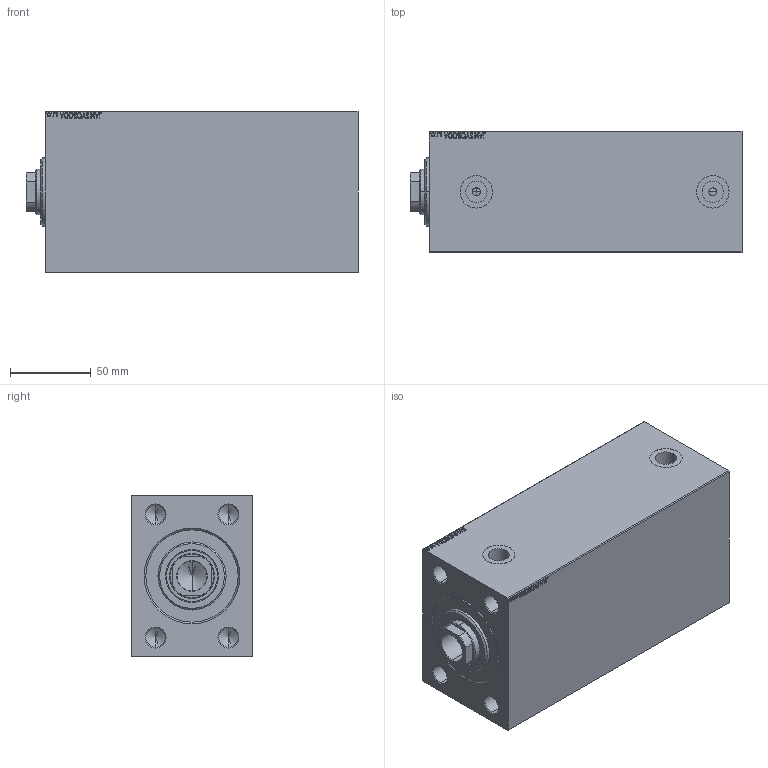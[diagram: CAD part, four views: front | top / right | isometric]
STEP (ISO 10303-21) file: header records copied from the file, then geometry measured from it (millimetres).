
FILE_DESCRIPTION (( 'STEP AP203' ), '1' );
FILE_NAME ('49a9.STEP', '2022-04-17T07:57:49', ( '' ), ( '' ), 'SwSTEP 2.0', 'SolidWorks 2019', '' );
FILE_SCHEMA (( 'CONFIG_CONTROL_DESIGN' ));
Length unit declared in the file: millimetre
Products named in the file (4): V450CM_VC_B 00e9c29ba8963fddf51f66a900cf7c60; V450CM_B_VCP 00e9c29ba8963fddf51f66a900cf7c60; V450CM_B_Body 00e9c29ba8963fddf51f66a900cf7c60; 49a9
Assembly tree (3 placements, depth 2):
  49a9
    V450CM_B_Body 00e9c29ba8963fddf51f66a900cf7c60
    V450CM_B_VCP 00e9c29ba8963fddf51f66a900cf7c60
    V450CM_VC_B 00e9c29ba8963fddf51f66a900cf7c60
Bounding box: 205 x 75 x 100 mm (x, y, z)
Volume: 1259782.9 mm3; surface area: 155712.2 mm2
Topology: 3 solids, 3 shells, 901 faces, 2306 edges, 1509 vertices
Faces by surface type: plane 407, bspline 380, cylinder 68, cone 46
Entity records: 45132 total; most frequent: CARTESIAN_POINT 25452, ORIENTED_EDGE 4576, DIRECTION 2722, EDGE_CURVE 2288, VERTEX_POINT 1509, LINE 1348, VECTOR 1348, EDGE_LOOP 1027
